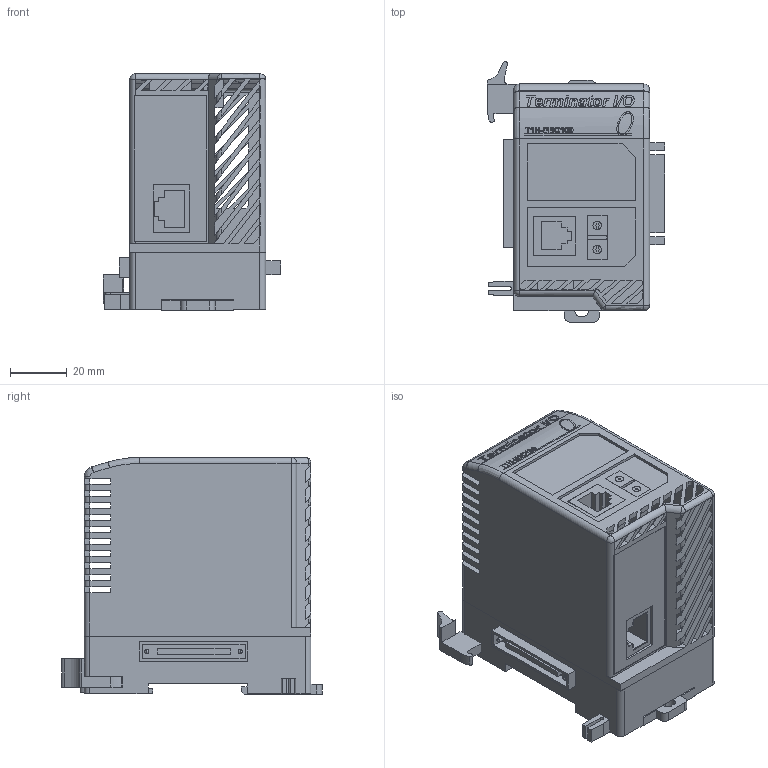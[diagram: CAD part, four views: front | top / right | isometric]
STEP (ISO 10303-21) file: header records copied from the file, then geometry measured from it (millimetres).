
FILE_DESCRIPTION (( 'STEP AP214' ), '1' );
FILE_NAME ('T1H-EBC100.STEP', '2013-11-05T17:33:08', ( '' ), ( '' ), 'SwSTEP 2.0', 'SolidWorks 2013', '' );
FILE_SCHEMA (( 'AUTOMOTIVE_DESIGN' ));
Length unit declared in the file: millimetre
Products named in the file (1): T1H-EBC100
Bounding box: 62.5 x 91.95 x 83.59 mm (x, y, z)
Volume: 106205.7 mm3; surface area: 59260.4 mm2
Topology: 25 solids, 25 shells, 1009 faces, 2902 edges, 1909 vertices
Faces by surface type: plane 741, bspline 187, cylinder 72, sphere 7, torus 2
Entity records: 50248 total; most frequent: CARTESIAN_POINT 14558, ORIENTED_EDGE 5798, DIRECTION 4301, EDGE_CURVE 2899, LINE 2311, VECTOR 2311, VERTEX_POINT 1909, EDGE_LOOP 1122
